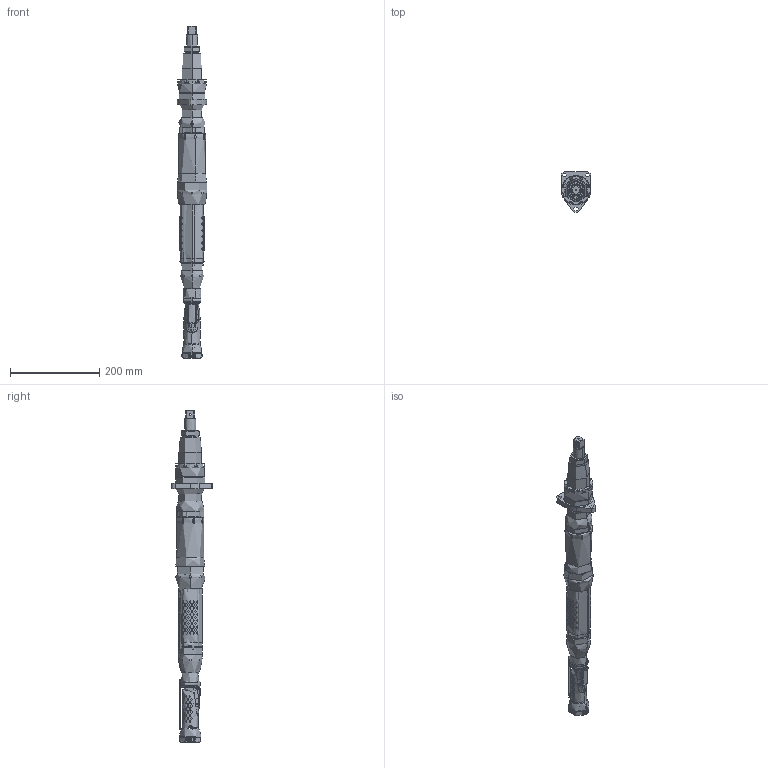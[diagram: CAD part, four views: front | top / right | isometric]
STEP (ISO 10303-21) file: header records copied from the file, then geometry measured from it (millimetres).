
FILE_DESCRIPTION((''),'2;1');
FILE_NAME('8433218143_SW','2008-01-30T',('toocsr'),(''),'PRO/ENGINEER BY PARAMETRIC TECHNOLOGY CORPORATION, 2007090','PRO/ENGINEER BY PARAMETRIC TECHNOLOGY CORPORATION, 2007090','');
FILE_SCHEMA(('CONFIG_CONTROL_DESIGN', 'GEOMETRIC_VALIDATION_PROPERTIES_MIM'));
Products named in the file (1): 8433218143_SW
Bounding box: 66 x 91.37 x 743.5 mm (x, y, z)
Topology: 0 solids, 249 shells, 477 faces, 4974 edges, 4706 vertices
Faces by surface type: cylinder 196, torus 85, cone 70, plane 67, bspline 44, revolution 14, sphere 1
Full cylindrical faces by diameter (mm): 1 x2
Entity records: 72214 total; most frequent: CARTESIAN_POINT 42997, ORIENTED_EDGE 5398, EDGE_CURVE 4975, VERTEX_POINT 4709, B_SPLINE_CURVE_WITH_KNOTS 3838, DIRECTION 2751, AXIS2_PLACEMENT_3D 1181, CIRCLE 772
